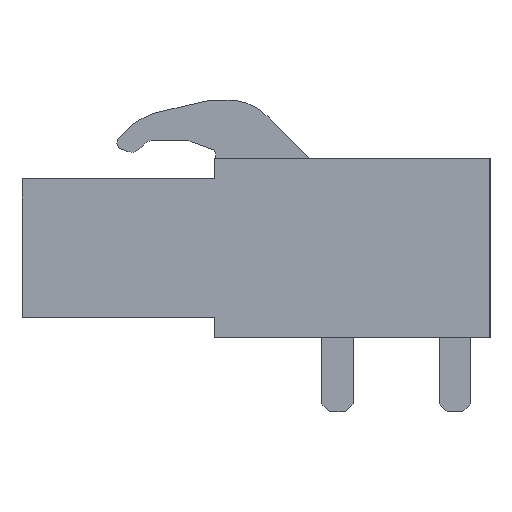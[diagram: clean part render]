
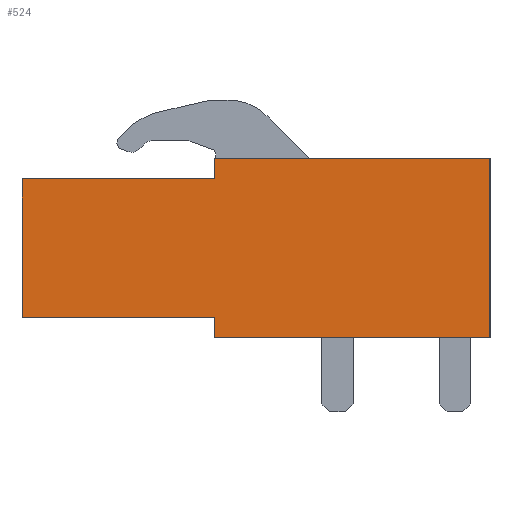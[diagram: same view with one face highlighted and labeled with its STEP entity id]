
A CAD part, left-side view. The second image highlights one B-rep face of the part: STEP entity #524.
In plain terms, the highlighted planar face has unit normal (-1, 0, 0).
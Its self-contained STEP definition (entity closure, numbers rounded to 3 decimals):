
#474=AXIS2_PLACEMENT_3D('Plane Axis2P3D',#471,#472,#473) ;
#40=CARTESIAN_POINT('Vertex',(0.,0.,3.2)) ;
#56=CARTESIAN_POINT('Vertex',(0.,0.,10.95)) ;
#59=CARTESIAN_POINT('Line Origine',(0.,0.,7.075)) ;
#89=CARTESIAN_POINT('Vertex',(0.,20.25,4.075)) ;
#92=CARTESIAN_POINT('Line Origine',(0.,20.25,7.075)) ;
#96=CARTESIAN_POINT('Vertex',(0.,20.25,10.075)) ;
#471=CARTESIAN_POINT('Axis2P3D Location',(0.,0.,3.2)) ;
#476=CARTESIAN_POINT('Line Origine',(0.,16.075,4.075)) ;
#480=CARTESIAN_POINT('Vertex',(0.,11.9,4.075)) ;
#483=CARTESIAN_POINT('Line Origine',(0.,11.9,3.638)) ;
#487=CARTESIAN_POINT('Vertex',(0.,11.9,3.2)) ;
#490=CARTESIAN_POINT('Line Origine',(0.,5.95,3.2)) ;
#495=CARTESIAN_POINT('Line Origine',(0.,5.95,10.95)) ;
#499=CARTESIAN_POINT('Vertex',(0.,11.9,10.95)) ;
#502=CARTESIAN_POINT('Line Origine',(0.,11.9,10.513)) ;
#506=CARTESIAN_POINT('Vertex',(0.,11.9,10.075)) ;
#509=CARTESIAN_POINT('Line Origine',(0.,16.075,10.075)) ;
#60=DIRECTION('Vector Direction',(0.,0.,1.)) ;
#93=DIRECTION('Vector Direction',(0.,0.,1.)) ;
#472=DIRECTION('Axis2P3D Direction',(-1.,0.,0.)) ;
#473=DIRECTION('Axis2P3D XDirection',(0.,0.,1.)) ;
#477=DIRECTION('Vector Direction',(0.,1.,0.)) ;
#484=DIRECTION('Vector Direction',(0.,0.,1.)) ;
#491=DIRECTION('Vector Direction',(0.,1.,0.)) ;
#496=DIRECTION('Vector Direction',(0.,1.,0.)) ;
#503=DIRECTION('Vector Direction',(0.,0.,-1.)) ;
#510=DIRECTION('Vector Direction',(0.,1.,0.)) ;
#61=VECTOR('Line Direction',#60,1.) ;
#94=VECTOR('Line Direction',#93,1.) ;
#478=VECTOR('Line Direction',#477,1.) ;
#485=VECTOR('Line Direction',#484,1.) ;
#492=VECTOR('Line Direction',#491,1.) ;
#497=VECTOR('Line Direction',#496,1.) ;
#504=VECTOR('Line Direction',#503,1.) ;
#511=VECTOR('Line Direction',#510,1.) ;
#515=ORIENTED_EDGE('',*,*,#482,.F.) ;
#516=ORIENTED_EDGE('',*,*,#489,.F.) ;
#517=ORIENTED_EDGE('',*,*,#494,.F.) ;
#518=ORIENTED_EDGE('',*,*,#63,.F.) ;
#519=ORIENTED_EDGE('',*,*,#501,.T.) ;
#520=ORIENTED_EDGE('',*,*,#508,.F.) ;
#521=ORIENTED_EDGE('',*,*,#513,.F.) ;
#522=ORIENTED_EDGE('',*,*,#98,.T.) ;
#524=ADVANCED_FACE('BLL 5.08/20/90 3.2 SN OR 1648490000',(#523),#475,.T.) ;
#63=EDGE_CURVE('',#57,#41,#62,.F.) ;
#98=EDGE_CURVE('',#97,#90,#95,.F.) ;
#482=EDGE_CURVE('',#481,#90,#479,.T.) ;
#489=EDGE_CURVE('',#488,#481,#486,.T.) ;
#494=EDGE_CURVE('',#41,#488,#493,.T.) ;
#501=EDGE_CURVE('',#57,#500,#498,.T.) ;
#508=EDGE_CURVE('',#507,#500,#505,.F.) ;
#513=EDGE_CURVE('',#97,#507,#512,.F.) ;
#514=EDGE_LOOP('',(#515,#516,#517,#518,#519,#520,#521,#522)) ;
#523=FACE_OUTER_BOUND('',#514,.T.) ;
#62=LINE('Line',#59,#61) ;
#95=LINE('Line',#92,#94) ;
#479=LINE('Line',#476,#478) ;
#486=LINE('Line',#483,#485) ;
#493=LINE('Line',#490,#492) ;
#498=LINE('Line',#495,#497) ;
#505=LINE('Line',#502,#504) ;
#512=LINE('Line',#509,#511) ;
#475=PLANE('',#474) ;
#41=VERTEX_POINT('',#40) ;
#57=VERTEX_POINT('',#56) ;
#90=VERTEX_POINT('',#89) ;
#97=VERTEX_POINT('',#96) ;
#481=VERTEX_POINT('',#480) ;
#488=VERTEX_POINT('',#487) ;
#500=VERTEX_POINT('',#499) ;
#507=VERTEX_POINT('',#506) ;
